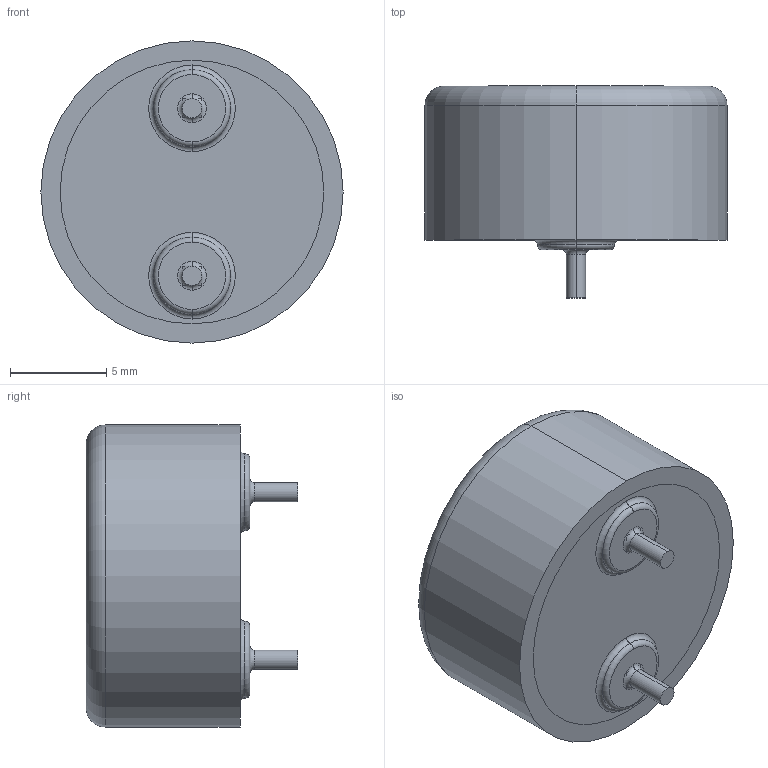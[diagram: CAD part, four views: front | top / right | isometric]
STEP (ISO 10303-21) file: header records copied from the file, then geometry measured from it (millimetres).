
FILE_DESCRIPTION (( 'STEP AP203' ), '1' );
FILE_NAME ('Buzzer TDK.STEP', '2013-03-14T16:34:13', ( 'utente' ), ( '' ), 'SwSTEP 2.0', 'SolidWorks 2013', '' );
FILE_SCHEMA (( 'CONFIG_CONTROL_DESIGN' ));
Length unit declared in the file: millimetre
Products named in the file (1): Buzzer TDK
Bounding box: 15.7 x 11 x 15.7 mm (x, y, z)
Volume: 669.5 mm3; surface area: 1955.8 mm2
Topology: 3 solids, 3 shells, 146 faces, 341 edges, 217 vertices
Faces by surface type: plane 81, cylinder 22, torus 20, bspline 19, cone 4
Entity records: 4712 total; most frequent: CARTESIAN_POINT 1279, DIRECTION 704, ORIENTED_EDGE 682, EDGE_CURVE 341, AXIS2_PLACEMENT_3D 252, VERTEX_POINT 217, VECTOR 200, LINE 200
